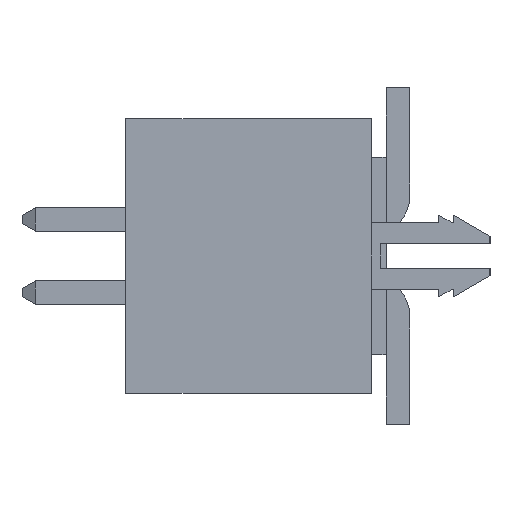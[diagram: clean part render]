
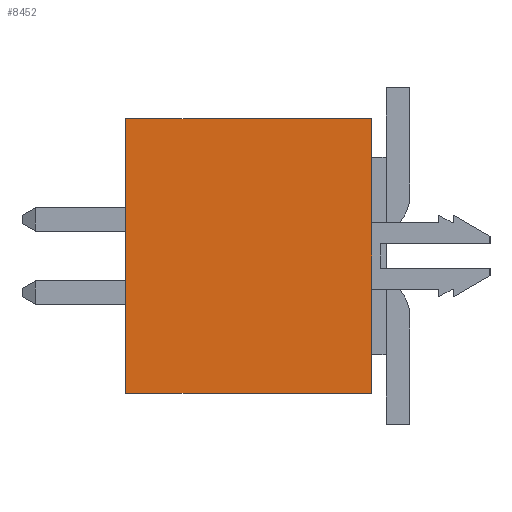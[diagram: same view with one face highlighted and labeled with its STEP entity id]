
A CAD part, left-side view. The second image highlights one B-rep face of the part: STEP entity #8452.
In plain terms, the highlighted planar face has unit normal (-1, 0, 0).
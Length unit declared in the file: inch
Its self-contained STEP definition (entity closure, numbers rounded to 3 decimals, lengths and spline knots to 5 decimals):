
#1037 = VERTEX_POINT ( 'NONE', #9743 ) ;
#1038 = VERTEX_POINT ( 'NONE', #9740 ) ;
#2389 = ORIENTED_EDGE ( 'NONE', *, *, #7155, .T. ) ;
#2390 = ORIENTED_EDGE ( 'NONE', *, *, #7206, .T. ) ;
#2391 = ORIENTED_EDGE ( 'NONE', *, *, #7170, .F. ) ;
#2392 = ORIENTED_EDGE ( 'NONE', *, *, #7855, .F. ) ;
#2712 = VERTEX_POINT ( 'NONE', #15077 ) ;
#2723 = VERTEX_POINT ( 'NONE', #16076 ) ;
#5127 = AXIS2_PLACEMENT_3D ( 'NONE', #14280, #14266, #14265 ) ;
#5355 = DIRECTION ( 'NONE',  ( 0., 0., -1. ) ) ;
#5377 = CARTESIAN_POINT ( 'NONE',  ( -0.3155, 0.01, 0.094 ) ) ;
#5755 = CARTESIAN_POINT ( 'NONE',  ( -0.3155, 0.178, 0.094 ) ) ;
#5813 = DIRECTION ( 'NONE',  ( 0., -1., 0. ) ) ;
#5853 = DIRECTION ( 'NONE',  ( 0., -1., 0. ) ) ;
#5928 = DIRECTION ( 'NONE',  ( 0., 0., -1. ) ) ;
#5972 = CARTESIAN_POINT ( 'NONE',  ( -0.3155, 0.178, 0.094 ) ) ;
#5974 = CARTESIAN_POINT ( 'NONE',  ( -0.3155, 0.178, -0.094 ) ) ;
#6118 = LINE ( 'NONE', #5974, #6126 ) ;
#6126 = VECTOR ( 'NONE', #5813, 39.37008 ) ;
#6136 = LINE ( 'NONE', #5755, #6149 ) ;
#6149 = VECTOR ( 'NONE', #5853, 39.37008 ) ;
#6205 = LINE ( 'NONE', #5972, #6211 ) ;
#6211 = VECTOR ( 'NONE', #5928, 39.37008 ) ;
#7155 = EDGE_CURVE ( 'NONE', #2712, #1037, #6118, .T. ) ;
#7170 = EDGE_CURVE ( 'NONE', #2723, #1038, #6136, .T. ) ;
#7206 = EDGE_CURVE ( 'NONE', #2723, #2712, #6205, .T. ) ;
#7309 = LINE ( 'NONE', #5377, #7314 ) ;
#7314 = VECTOR ( 'NONE', #5355, 39.37008 ) ;
#7855 = EDGE_CURVE ( 'NONE', #1038, #1037, #7309, .T. ) ;
#8452 = ADVANCED_FACE ( 'NONE', ( #11382 ), #14269, .T. ) ;
#9573 = EDGE_LOOP ( 'NONE', ( #2392, #2391, #2390, #2389 ) ) ;
#9740 = CARTESIAN_POINT ( 'NONE',  ( -0.3155, 0.01, 0.094 ) ) ;
#9743 = CARTESIAN_POINT ( 'NONE',  ( -0.3155, 0.01, -0.094 ) ) ;
#11382 = FACE_OUTER_BOUND ( 'NONE', #9573, .T. ) ;
#14265 = DIRECTION ( 'NONE',  ( 0., 0., 1. ) ) ;
#14266 = DIRECTION ( 'NONE',  ( -1., 0., 0. ) ) ;
#14269 = PLANE ( 'NONE',  #5127 ) ;
#14280 = CARTESIAN_POINT ( 'NONE',  ( -0.3155, 0.178, 0.094 ) ) ;
#15077 = CARTESIAN_POINT ( 'NONE',  ( -0.3155, 0.178, -0.094 ) ) ;
#16076 = CARTESIAN_POINT ( 'NONE',  ( -0.3155, 0.178, 0.094 ) ) ;
